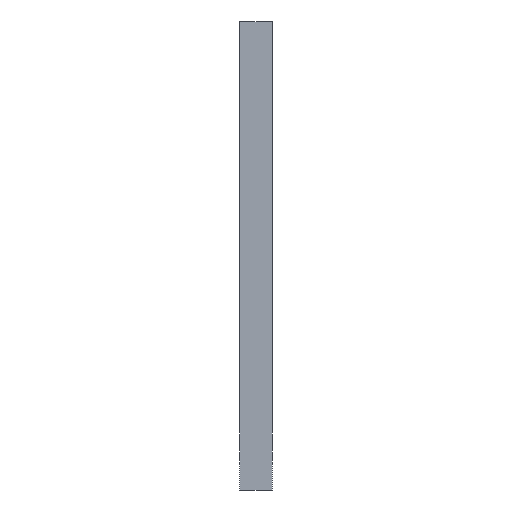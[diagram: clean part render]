
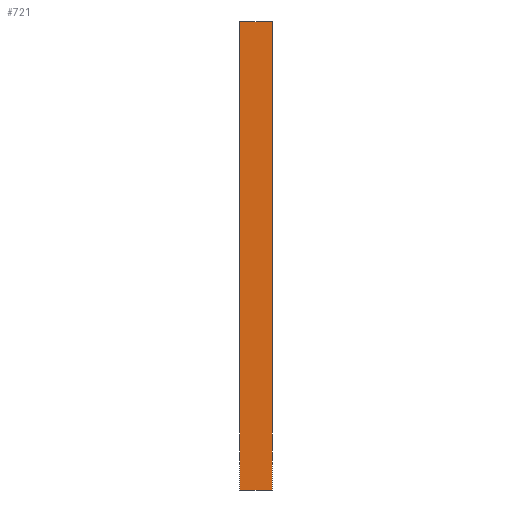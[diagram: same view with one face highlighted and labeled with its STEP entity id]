
A CAD part, front view. The second image highlights one B-rep face of the part: STEP entity #721.
In plain terms, the highlighted planar face has unit normal (0, -1, 0).
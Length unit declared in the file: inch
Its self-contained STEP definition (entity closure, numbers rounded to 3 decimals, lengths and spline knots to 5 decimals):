
#112=FACE_OUTER_BOUND($,#168,.T.);
#168=EDGE_LOOP($,(#553,#554,#555,#556));
#238=LINE($,#1027,#298);
#258=LINE($,#1097,#318);
#259=LINE($,#1099,#319);
#260=LINE($,#1100,#320);
#298=VECTOR($,#831,0.88);
#318=VECTOR($,#883,0.062);
#319=VECTOR($,#884,0.88);
#320=VECTOR($,#885,0.062);
#358=VERTEX_POINT($,#1025);
#359=VERTEX_POINT($,#1026);
#393=VERTEX_POINT($,#1096);
#394=VERTEX_POINT($,#1098);
#428=EDGE_CURVE($,#358,#359,#238,.T.);
#463=EDGE_CURVE($,#359,#393,#258,.T.);
#464=EDGE_CURVE($,#394,#393,#259,.T.);
#465=EDGE_CURVE($,#358,#394,#260,.T.);
#553=ORIENTED_EDGE($,*,*,#428,.T.);
#554=ORIENTED_EDGE($,*,*,#463,.T.);
#555=ORIENTED_EDGE($,*,*,#464,.F.);
#556=ORIENTED_EDGE($,*,*,#465,.F.);
#699=PLANE($,#776);
#721=ADVANCED_FACE($,(#112),#699,.T.);
#776=AXIS2_PLACEMENT_3D($,#1095,#881,#882);
#831=DIRECTION($,(0.,0.,-1.));
#881=DIRECTION('center_axis',(0.,-1.,0.));
#882=DIRECTION('ref_axis',(0.,0.,-1.));
#883=DIRECTION($,(1.,0.,0.));
#884=DIRECTION($,(0.,0.,-1.));
#885=DIRECTION($,(1.,0.,0.));
#1025=CARTESIAN_POINT('',(0.,-1.08,0.44));
#1026=CARTESIAN_POINT('',(0.,-1.08,-0.44));
#1027=CARTESIAN_POINT($,(0.,-1.08,0.44));
#1095=CARTESIAN_POINT('Origin',(0.,-1.08,0.44));
#1096=CARTESIAN_POINT('',(0.062,-1.08,-0.44));
#1097=CARTESIAN_POINT($,(0.,-1.08,-0.44));
#1098=CARTESIAN_POINT('',(0.062,-1.08,0.44));
#1099=CARTESIAN_POINT($,(0.062,-1.08,0.44));
#1100=CARTESIAN_POINT($,(0.,-1.08,0.44));
